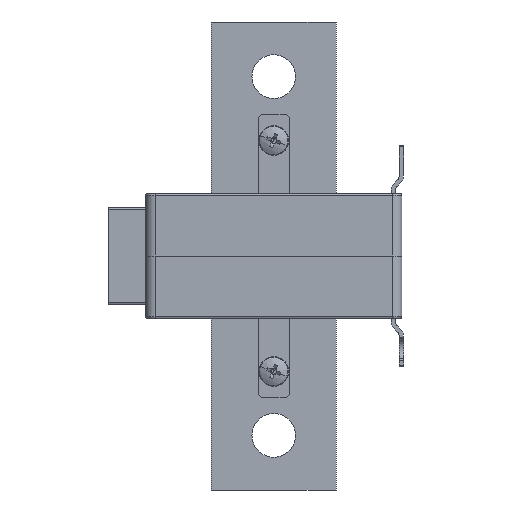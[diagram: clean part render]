
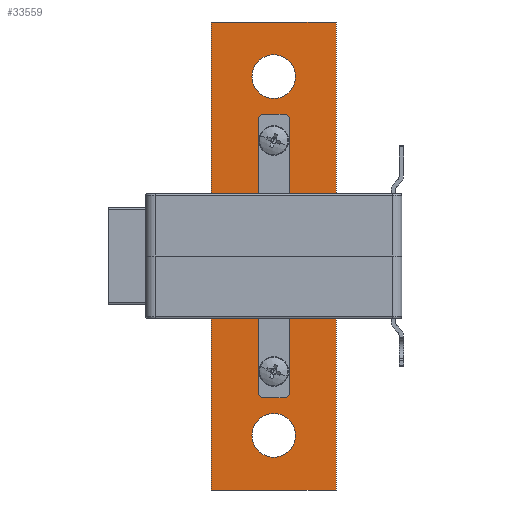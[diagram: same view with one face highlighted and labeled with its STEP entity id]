
A CAD part, left-side view. The second image highlights one B-rep face of the part: STEP entity #33559.
In plain terms, the highlighted face is planar.
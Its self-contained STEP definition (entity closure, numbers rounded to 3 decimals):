
#707 = CIRCLE ( 'NONE', #1729, 7. ) ;
#1461 = CIRCLE ( 'NONE', #6890, 2.75 ) ;
#1607 = DIRECTION ( 'NONE',  ( 1., 0., 0. ) ) ;
#1729 = AXIS2_PLACEMENT_3D ( 'NONE', #33731, #16557, #36621 ) ;
#2247 = ORIENTED_EDGE ( 'NONE', *, *, #21988, .F. ) ;
#3084 = VERTEX_POINT ( 'NONE', #3472 ) ;
#3472 = CARTESIAN_POINT ( 'NONE',  ( 75., 0., 20. ) ) ;
#3654 = ORIENTED_EDGE ( 'NONE', *, *, #9397, .F. ) ;
#3888 = LINE ( 'NONE', #30400, #12373 ) ;
#4070 = CARTESIAN_POINT ( 'NONE',  ( 37., 0., 0. ) ) ;
#4190 = EDGE_CURVE ( 'NONE', #14273, #10049, #707, .T. ) ;
#4223 = VERTEX_POINT ( 'NONE', #33853 ) ;
#5029 = CIRCLE ( 'NONE', #31110, 2.75 ) ;
#5687 = VERTEX_POINT ( 'NONE', #28384 ) ;
#6372 = ORIENTED_EDGE ( 'NONE', *, *, #15077, .F. ) ;
#6680 = AXIS2_PLACEMENT_3D ( 'NONE', #28609, #11429, #31474 ) ;
#6803 = DIRECTION ( 'NONE',  ( 0., -1., 0. ) ) ;
#6890 = AXIS2_PLACEMENT_3D ( 'NONE', #13536, #33554, #16373 ) ;
#6934 = DIRECTION ( 'NONE',  ( 0., 0., 1. ) ) ;
#6987 = CARTESIAN_POINT ( 'NONE',  ( 37., 0., 0. ) ) ;
#7058 = CARTESIAN_POINT ( 'NONE',  ( -57.5, 0., 0. ) ) ;
#7372 = AXIS2_PLACEMENT_3D ( 'NONE', #6987, #27003, #9854 ) ;
#8035 = FACE_BOUND ( 'NONE', #16022, .T. ) ;
#8038 = CARTESIAN_POINT ( 'NONE',  ( -75., 0., -20. ) ) ;
#8438 = DIRECTION ( 'NONE',  ( 0., -1., 0. ) ) ;
#8521 = ORIENTED_EDGE ( 'NONE', *, *, #29499, .F. ) ;
#8704 = CIRCLE ( 'NONE', #32694, 7. ) ;
#9346 = EDGE_CURVE ( 'NONE', #13950, #10687, #1461, .T. ) ;
#9397 = EDGE_CURVE ( 'NONE', #17823, #4223, #22435, .T. ) ;
#9854 = DIRECTION ( 'NONE',  ( 0., 0., 1. ) ) ;
#9916 = DIRECTION ( 'NONE',  ( 0., 0., -1. ) ) ;
#10049 = VERTEX_POINT ( 'NONE', #28989 ) ;
#10075 = EDGE_CURVE ( 'NONE', #19001, #25208, #18431, .T. ) ;
#10458 = EDGE_CURVE ( 'NONE', #10860, #20824, #30520, .T. ) ;
#10687 = VERTEX_POINT ( 'NONE', #12707 ) ;
#10860 = VERTEX_POINT ( 'NONE', #33585 ) ;
#11429 = DIRECTION ( 'NONE',  ( 0., -1., 0. ) ) ;
#11850 = VECTOR ( 'NONE', #1607, 1000. ) ;
#12373 = VECTOR ( 'NONE', #13264, 1000. ) ;
#12522 = CARTESIAN_POINT ( 'NONE',  ( 0., 0., 0. ) ) ;
#12707 = CARTESIAN_POINT ( 'NONE',  ( -37., 0., 2.75 ) ) ;
#13264 = DIRECTION ( 'NONE',  ( 0., 0., -1. ) ) ;
#13286 = EDGE_LOOP ( 'NONE', ( #20199, #35701 ) ) ;
#13355 = EDGE_LOOP ( 'NONE', ( #14606, #24743 ) ) ;
#13536 = CARTESIAN_POINT ( 'NONE',  ( -37., 0., 0. ) ) ;
#13947 = EDGE_CURVE ( 'NONE', #10049, #14273, #33433, .T. ) ;
#13950 = VERTEX_POINT ( 'NONE', #15535 ) ;
#14273 = VERTEX_POINT ( 'NONE', #34420 ) ;
#14606 = ORIENTED_EDGE ( 'NONE', *, *, #10458, .F. ) ;
#14746 = FACE_OUTER_BOUND ( 'NONE', #20186, .T. ) ;
#15077 = EDGE_CURVE ( 'NONE', #5687, #3084, #27088, .T. ) ;
#15296 = ORIENTED_EDGE ( 'NONE', *, *, #31873, .F. ) ;
#15385 = DIRECTION ( 'NONE',  ( 0., 1., 0. ) ) ;
#15535 = CARTESIAN_POINT ( 'NONE',  ( -37., 0., -2.75 ) ) ;
#16022 = EDGE_LOOP ( 'NONE', ( #16229, #8521 ) ) ;
#16229 = ORIENTED_EDGE ( 'NONE', *, *, #9346, .F. ) ;
#16373 = DIRECTION ( 'NONE',  ( 0., 0., -1. ) ) ;
#16557 = DIRECTION ( 'NONE',  ( 0., -1., 0. ) ) ;
#16788 = EDGE_CURVE ( 'NONE', #20824, #10860, #8704, .T. ) ;
#16900 = AXIS2_PLACEMENT_3D ( 'NONE', #25570, #8438, #28462 ) ;
#17823 = VERTEX_POINT ( 'NONE', #22151 ) ;
#18089 = ORIENTED_EDGE ( 'NONE', *, *, #10075, .F. ) ;
#18223 = CARTESIAN_POINT ( 'NONE',  ( -75., 0., -20. ) ) ;
#18431 = CIRCLE ( 'NONE', #7372, 2.75 ) ;
#18560 = EDGE_CURVE ( 'NONE', #4223, #5687, #23347, .T. ) ;
#19001 = VERTEX_POINT ( 'NONE', #36485 ) ;
#19375 = DIRECTION ( 'NONE',  ( -1., 0., 0. ) ) ;
#20186 = EDGE_LOOP ( 'NONE', ( #2247, #6372, #20407, #3654 ) ) ;
#20199 = ORIENTED_EDGE ( 'NONE', *, *, #4190, .F. ) ;
#20407 = ORIENTED_EDGE ( 'NONE', *, *, #18560, .F. ) ;
#20824 = VERTEX_POINT ( 'NONE', #26238 ) ;
#21095 = DIRECTION ( 'NONE',  ( 0., 0., 1. ) ) ;
#21174 = CIRCLE ( 'NONE', #16900, 2.75 ) ;
#21568 = CARTESIAN_POINT ( 'NONE',  ( -75., 0., 20. ) ) ;
#21988 = EDGE_CURVE ( 'NONE', #3084, #17823, #3888, .T. ) ;
#22151 = CARTESIAN_POINT ( 'NONE',  ( 75., 0., -20. ) ) ;
#22316 = FACE_BOUND ( 'NONE', #13286, .T. ) ;
#22435 = LINE ( 'NONE', #8038, #29197 ) ;
#23252 = FACE_BOUND ( 'NONE', #24080, .T. ) ;
#23347 = LINE ( 'NONE', #18223, #30951 ) ;
#23748 = AXIS2_PLACEMENT_3D ( 'NONE', #7058, #27063, #9916 ) ;
#23914 = CARTESIAN_POINT ( 'NONE',  ( 57.5, 0., 0. ) ) ;
#24053 = DIRECTION ( 'NONE',  ( 0., -1., 0. ) ) ;
#24080 = EDGE_LOOP ( 'NONE', ( #18089, #15296 ) ) ;
#24099 = CARTESIAN_POINT ( 'NONE',  ( 37., 0., 2.75 ) ) ;
#24743 = ORIENTED_EDGE ( 'NONE', *, *, #16788, .F. ) ;
#24931 = AXIS2_PLACEMENT_3D ( 'NONE', #12522, #15385, #35431 ) ;
#25208 = VERTEX_POINT ( 'NONE', #24099 ) ;
#25570 = CARTESIAN_POINT ( 'NONE',  ( -37., 0., 0. ) ) ;
#26238 = CARTESIAN_POINT ( 'NONE',  ( 57.5, 0., 7. ) ) ;
#26807 = DIRECTION ( 'NONE',  ( 0., 0., 1. ) ) ;
#27003 = DIRECTION ( 'NONE',  ( 0., -1., 0. ) ) ;
#27063 = DIRECTION ( 'NONE',  ( 0., -1., 0. ) ) ;
#27088 = LINE ( 'NONE', #21568, #11850 ) ;
#28384 = CARTESIAN_POINT ( 'NONE',  ( -75., 0., 20. ) ) ;
#28462 = DIRECTION ( 'NONE',  ( 0., 0., -1. ) ) ;
#28609 = CARTESIAN_POINT ( 'NONE',  ( 57.5, 0., 0. ) ) ;
#28989 = CARTESIAN_POINT ( 'NONE',  ( -57.5, 0., 7. ) ) ;
#29197 = VECTOR ( 'NONE', #19375, 1000. ) ;
#29499 = EDGE_CURVE ( 'NONE', #10687, #13950, #21174, .T. ) ;
#29679 = PLANE ( 'NONE',  #24931 ) ;
#29978 = FACE_BOUND ( 'NONE', #13355, .T. ) ;
#30400 = CARTESIAN_POINT ( 'NONE',  ( 75., 0., -20. ) ) ;
#30520 = CIRCLE ( 'NONE', #6680, 7. ) ;
#30951 = VECTOR ( 'NONE', #21095, 1000. ) ;
#31110 = AXIS2_PLACEMENT_3D ( 'NONE', #4070, #24053, #6934 ) ;
#31474 = DIRECTION ( 'NONE',  ( 0., 0., 1. ) ) ;
#31873 = EDGE_CURVE ( 'NONE', #25208, #19001, #5029, .T. ) ;
#32694 = AXIS2_PLACEMENT_3D ( 'NONE', #23914, #6803, #26807 ) ;
#33433 = CIRCLE ( 'NONE', #23748, 7. ) ;
#33554 = DIRECTION ( 'NONE',  ( 0., -1., 0. ) ) ;
#33559 = ADVANCED_FACE ( 'NONE', ( #23252, #8035, #29978, #22316, #14746 ), #29679, .F. ) ;
#33585 = CARTESIAN_POINT ( 'NONE',  ( 57.5, 0., -7. ) ) ;
#33731 = CARTESIAN_POINT ( 'NONE',  ( -57.5, 0., 0. ) ) ;
#33853 = CARTESIAN_POINT ( 'NONE',  ( -75., 0., -20. ) ) ;
#34420 = CARTESIAN_POINT ( 'NONE',  ( -57.5, 0., -7. ) ) ;
#35431 = DIRECTION ( 'NONE',  ( 0., 0., 1. ) ) ;
#35701 = ORIENTED_EDGE ( 'NONE', *, *, #13947, .F. ) ;
#36485 = CARTESIAN_POINT ( 'NONE',  ( 37., 0., -2.75 ) ) ;
#36621 = DIRECTION ( 'NONE',  ( 0., 0., -1. ) ) ;
